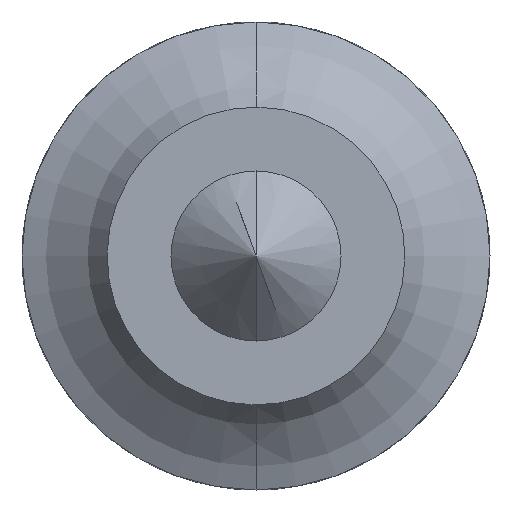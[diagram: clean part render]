
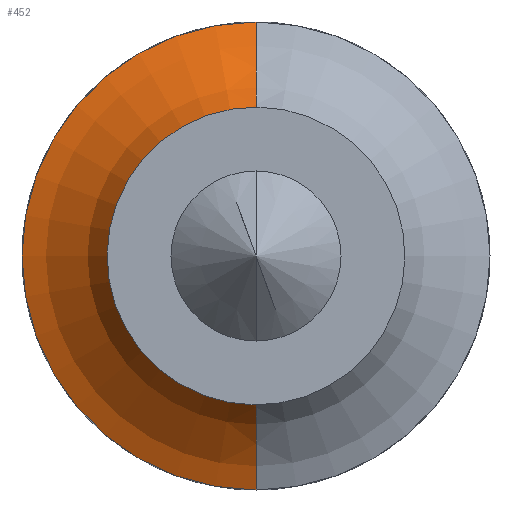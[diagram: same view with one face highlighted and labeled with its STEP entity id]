
A CAD part, front view. The second image highlights one B-rep face of the part: STEP entity #452.
In plain terms, the highlighted toroidal (fillet/blend) face has major radius 13.574 mm and minor radius 8 mm.
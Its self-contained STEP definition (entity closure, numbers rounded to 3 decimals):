
#64 = VERTEX_POINT ( 'NONE', #357 ) ;
#209 = ORIENTED_EDGE ( 'NONE', *, *, #211, .F. ) ;
#211 = EDGE_CURVE ( 'NONE', #220, #219, #619, .T. ) ;
#213 = EDGE_CURVE ( 'NONE', #64, #217, #648, .T. ) ;
#214 = EDGE_CURVE ( 'NONE', #217, #219, #642, .T. ) ;
#216 = ORIENTED_EDGE ( 'NONE', *, *, #214, .T. ) ;
#217 = VERTEX_POINT ( 'NONE', #643 ) ;
#218 = ORIENTED_EDGE ( 'NONE', *, *, #213, .T. ) ;
#219 = VERTEX_POINT ( 'NONE', #637 ) ;
#220 = VERTEX_POINT ( 'NONE', #636 ) ;
#221 = EDGE_CURVE ( 'NONE', #64, #220, #635, .T. ) ;
#324 = CARTESIAN_POINT ( 'NONE',  ( 0., 53., 0. ) ) ;
#357 = CARTESIAN_POINT ( 'NONE',  ( 0., 53., -11. ) ) ;
#452 = ADVANCED_FACE ( 'NONE', ( #672 ), #671, .F. ) ;
#454 = EDGE_LOOP ( 'NONE', ( #455, #218, #216, #209 ) ) ;
#455 = ORIENTED_EDGE ( 'NONE', *, *, #221, .F. ) ;
#590 = DIRECTION ( 'NONE',  ( 0., 0., 1. ) ) ;
#592 = DIRECTION ( 'NONE',  ( 0., 1., 0. ) ) ;
#615 = DIRECTION ( 'NONE',  ( 0., 0., 1. ) ) ;
#616 = DIRECTION ( 'NONE',  ( -1., 0., 0. ) ) ;
#617 = CARTESIAN_POINT ( 'NONE',  ( 0., 45.426, 13.574 ) ) ;
#618 = AXIS2_PLACEMENT_3D ( 'NONE', #617, #616, #615 ) ;
#619 = CIRCLE ( 'NONE', #618, 8. ) ;
#634 = AXIS2_PLACEMENT_3D ( 'NONE', #324, #592, #590 ) ;
#635 = CIRCLE ( 'NONE', #634, 11. ) ;
#636 = CARTESIAN_POINT ( 'NONE',  ( 0., 53., 11. ) ) ;
#637 = CARTESIAN_POINT ( 'NONE',  ( 0., 48., 6. ) ) ;
#638 = DIRECTION ( 'NONE',  ( 0., 0., 1. ) ) ;
#639 = DIRECTION ( 'NONE',  ( 0., 1., 0. ) ) ;
#640 = CARTESIAN_POINT ( 'NONE',  ( 0., 48., 0. ) ) ;
#641 = AXIS2_PLACEMENT_3D ( 'NONE', #640, #639, #638 ) ;
#642 = CIRCLE ( 'NONE', #641, 6. ) ;
#643 = CARTESIAN_POINT ( 'NONE',  ( 0., 48., -6. ) ) ;
#644 = DIRECTION ( 'NONE',  ( 0., 0., -1. ) ) ;
#645 = DIRECTION ( 'NONE',  ( 1., 0., 0. ) ) ;
#646 = CARTESIAN_POINT ( 'NONE',  ( 0., 45.426, -13.574 ) ) ;
#647 = AXIS2_PLACEMENT_3D ( 'NONE', #646, #645, #644 ) ;
#648 = CIRCLE ( 'NONE', #647, 8. ) ;
#668 = DIRECTION ( 'NONE',  ( 0., 0., 1. ) ) ;
#669 = DIRECTION ( 'NONE',  ( 0., 1., 0. ) ) ;
#670 = AXIS2_PLACEMENT_3D ( 'NONE', #675, #669, #668 ) ;
#671 = TOROIDAL_SURFACE ( 'NONE', #670, 13.574, 8. ) ;
#672 = FACE_OUTER_BOUND ( 'NONE', #454, .T. ) ;
#675 = CARTESIAN_POINT ( 'NONE',  ( 0., 45.426, 0. ) ) ;
